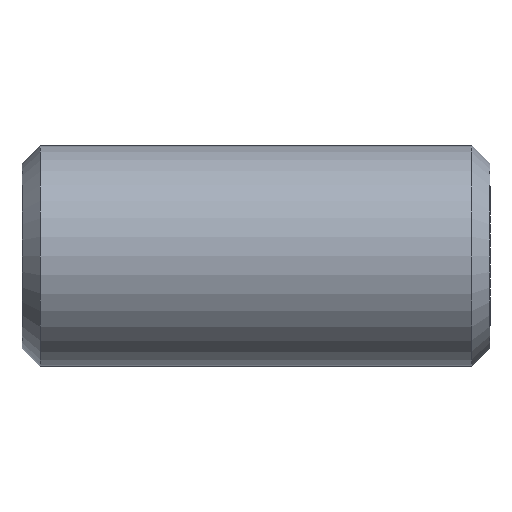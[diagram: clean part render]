
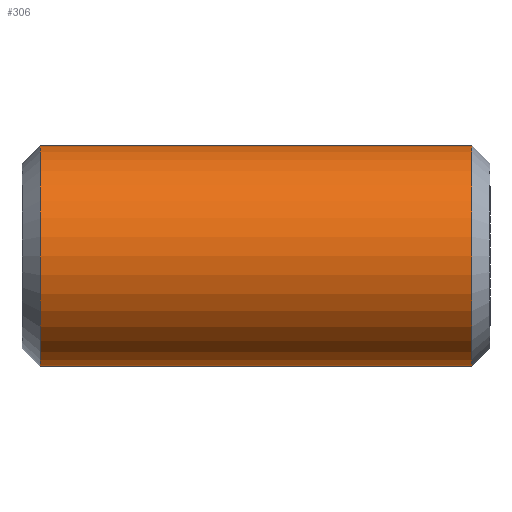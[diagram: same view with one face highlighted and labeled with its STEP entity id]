
A CAD part, left-side view. The second image highlights one B-rep face of the part: STEP entity #306.
In plain terms, the highlighted cylindrical face has radius 6 mm (diameter 12 mm), a partial arc.
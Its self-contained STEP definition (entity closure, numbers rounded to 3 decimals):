
#13 = VECTOR ( 'NONE', #420, 1000. ) ;
#25 = CARTESIAN_POINT ( 'NONE',  ( 0., 1., -6. ) ) ;
#30 = LINE ( 'NONE', #229, #183 ) ;
#34 = DIRECTION ( 'NONE',  ( 0., 0., -1. ) ) ;
#39 = VERTEX_POINT ( 'NONE', #390 ) ;
#58 = LINE ( 'NONE', #333, #13 ) ;
#59 = DIRECTION ( 'NONE',  ( 0., -1., 0. ) ) ;
#68 = ORIENTED_EDGE ( 'NONE', *, *, #422, .T. ) ;
#77 = CARTESIAN_POINT ( 'NONE',  ( 0., -4.973, 0. ) ) ;
#81 = VERTEX_POINT ( 'NONE', #25 ) ;
#82 = AXIS2_PLACEMENT_3D ( 'NONE', #445, #215, #34 ) ;
#96 = AXIS2_PLACEMENT_3D ( 'NONE', #276, #59, #375 ) ;
#102 = ORIENTED_EDGE ( 'NONE', *, *, #483, .T. ) ;
#121 = CARTESIAN_POINT ( 'NONE',  ( 0., 1., 6. ) ) ;
#126 = VERTEX_POINT ( 'NONE', #286 ) ;
#144 = EDGE_CURVE ( 'NONE', #207, #81, #429, .T. ) ;
#171 = CYLINDRICAL_SURFACE ( 'NONE', #236, 6. ) ;
#183 = VECTOR ( 'NONE', #266, 1000. ) ;
#207 = VERTEX_POINT ( 'NONE', #121 ) ;
#215 = DIRECTION ( 'NONE',  ( 0., -1., 0. ) ) ;
#229 = CARTESIAN_POINT ( 'NONE',  ( 0., -4.973, 6. ) ) ;
#236 = AXIS2_PLACEMENT_3D ( 'NONE', #77, #257, #250 ) ;
#242 = EDGE_LOOP ( 'NONE', ( #401, #102, #68, #284 ) ) ;
#250 = DIRECTION ( 'NONE',  ( 0., 0., -1. ) ) ;
#257 = DIRECTION ( 'NONE',  ( 0., -1., 0. ) ) ;
#259 = CIRCLE ( 'NONE', #96, 6. ) ;
#266 = DIRECTION ( 'NONE',  ( 0., -1., 0. ) ) ;
#276 = CARTESIAN_POINT ( 'NONE',  ( 0., 24.4, 0. ) ) ;
#284 = ORIENTED_EDGE ( 'NONE', *, *, #144, .F. ) ;
#286 = CARTESIAN_POINT ( 'NONE',  ( 0., 24.4, 6. ) ) ;
#306 = ADVANCED_FACE ( 'NONE', ( #480 ), #171, .T. ) ;
#333 = CARTESIAN_POINT ( 'NONE',  ( 0., -4.973, -6. ) ) ;
#375 = DIRECTION ( 'NONE',  ( 0., 0., -1. ) ) ;
#390 = CARTESIAN_POINT ( 'NONE',  ( 0., 24.4, -6. ) ) ;
#401 = ORIENTED_EDGE ( 'NONE', *, *, #430, .F. ) ;
#420 = DIRECTION ( 'NONE',  ( 0., -1., 0. ) ) ;
#422 = EDGE_CURVE ( 'NONE', #39, #81, #58, .T. ) ;
#429 = CIRCLE ( 'NONE', #82, 6. ) ;
#430 = EDGE_CURVE ( 'NONE', #126, #207, #30, .T. ) ;
#445 = CARTESIAN_POINT ( 'NONE',  ( 0., 1., 0. ) ) ;
#480 = FACE_OUTER_BOUND ( 'NONE', #242, .T. ) ;
#483 = EDGE_CURVE ( 'NONE', #126, #39, #259, .T. ) ;
